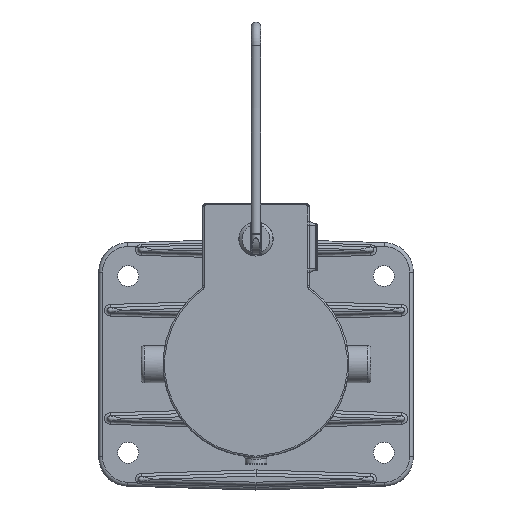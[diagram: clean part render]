
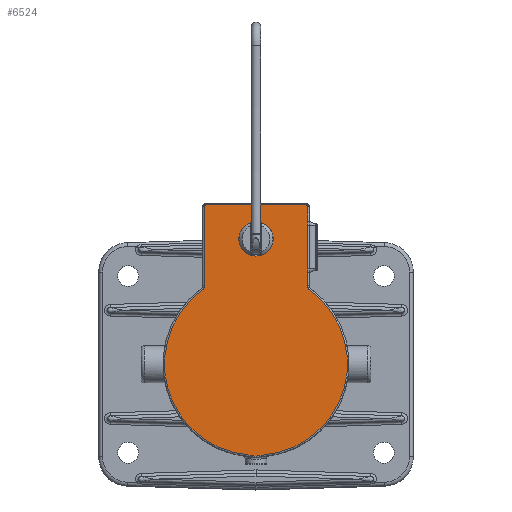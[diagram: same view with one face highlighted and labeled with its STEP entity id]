
A CAD part, top view. The second image highlights one B-rep face of the part: STEP entity #6524.
In plain terms, the highlighted planar face has unit normal (0, 0, 1).
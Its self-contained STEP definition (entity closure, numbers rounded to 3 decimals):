
#364=B_SPLINE_CURVE_WITH_KNOTS('',3,(#17523,#17524,#17525,#17526),
 .UNSPECIFIED.,.F.,.F.,(4,4),(-0.255,0.),
 .UNSPECIFIED.);
#365=B_SPLINE_CURVE_WITH_KNOTS('',3,(#17530,#17531,#17532,#17533),
 .UNSPECIFIED.,.F.,.F.,(4,4),(-0.255,0.),
 .UNSPECIFIED.);
#366=B_SPLINE_CURVE_WITH_KNOTS('',3,(#17549,#17550,#17551,#17552,#17553,
#17554,#17555,#17556,#17557,#17558,#17559,#17560,#17561,#17562,#17563,#17564,
#17565,#17566,#17567,#17568,#17569),.UNSPECIFIED.,.F.,.F.,(4,1,1,1,1,1,
1,1,1,1,1,1,1,1,1,1,1,1,4),(-0.937,-0.932,-0.928,
-0.92,-0.903,-0.886,-0.87,
-0.836,-0.803,-0.669,-0.535,
-0.435,-0.268,-0.201,-0.067,
-0.033,-0.017,-0.008,0.),
 .UNSPECIFIED.);
#747=FACE_OUTER_BOUND('',#1227,.T.);
#1227=EDGE_LOOP('',(#4717,#4718,#4719,#4720,#4721,#4722,#4723,#4724,#4725,
#4726,#4727,#4728,#4729,#4730));
#1782=CIRCLE('',#7146,1.);
#1783=CIRCLE('',#7147,1.);
#1784=CIRCLE('',#7148,3.);
#1785=CIRCLE('',#7149,59.);
#1786=CIRCLE('',#7150,59.);
#1787=CIRCLE('',#7151,3.);
#2224=LINE('',#17521,#2558);
#2225=LINE('',#17528,#2559);
#2226=LINE('',#17535,#2560);
#2227=LINE('',#17539,#2561);
#2228=LINE('',#17543,#2562);
#2558=VECTOR('',#8271,10.);
#2559=VECTOR('',#8272,10.);
#2560=VECTOR('',#8273,10.);
#2561=VECTOR('',#8276,10.);
#2562=VECTOR('',#8279,10.);
#3008=VERTEX_POINT('',#17519);
#3009=VERTEX_POINT('',#17520);
#3010=VERTEX_POINT('',#17522);
#3011=VERTEX_POINT('',#17527);
#3012=VERTEX_POINT('',#17529);
#3013=VERTEX_POINT('',#17534);
#3014=VERTEX_POINT('',#17536);
#3015=VERTEX_POINT('',#17538);
#3016=VERTEX_POINT('',#17540);
#3017=VERTEX_POINT('',#17542);
#3018=VERTEX_POINT('',#17544);
#3019=VERTEX_POINT('',#17546);
#3020=VERTEX_POINT('',#17548);
#3021=VERTEX_POINT('',#17570);
#3637=EDGE_CURVE('',#3008,#3009,#2224,.T.);
#3638=EDGE_CURVE('',#3010,#3008,#364,.T.);
#3639=EDGE_CURVE('',#3011,#3010,#2225,.T.);
#3640=EDGE_CURVE('',#3012,#3011,#365,.T.);
#3641=EDGE_CURVE('',#3013,#3012,#2226,.T.);
#3642=EDGE_CURVE('',#3014,#3013,#1782,.T.);
#3643=EDGE_CURVE('',#3015,#3014,#2227,.T.);
#3644=EDGE_CURVE('',#3016,#3015,#1783,.T.);
#3645=EDGE_CURVE('',#3017,#3016,#2228,.T.);
#3646=EDGE_CURVE('',#3018,#3017,#1784,.T.);
#3647=EDGE_CURVE('',#3019,#3018,#1785,.T.);
#3648=EDGE_CURVE('',#3020,#3019,#366,.T.);
#3649=EDGE_CURVE('',#3021,#3020,#1786,.T.);
#3650=EDGE_CURVE('',#3009,#3021,#1787,.T.);
#4717=ORIENTED_EDGE('',*,*,#3637,.F.);
#4718=ORIENTED_EDGE('',*,*,#3638,.F.);
#4719=ORIENTED_EDGE('',*,*,#3639,.F.);
#4720=ORIENTED_EDGE('',*,*,#3640,.F.);
#4721=ORIENTED_EDGE('',*,*,#3641,.F.);
#4722=ORIENTED_EDGE('',*,*,#3642,.F.);
#4723=ORIENTED_EDGE('',*,*,#3643,.F.);
#4724=ORIENTED_EDGE('',*,*,#3644,.F.);
#4725=ORIENTED_EDGE('',*,*,#3645,.F.);
#4726=ORIENTED_EDGE('',*,*,#3646,.F.);
#4727=ORIENTED_EDGE('',*,*,#3647,.F.);
#4728=ORIENTED_EDGE('',*,*,#3648,.F.);
#4729=ORIENTED_EDGE('',*,*,#3649,.F.);
#4730=ORIENTED_EDGE('',*,*,#3650,.F.);
#6397=PLANE('',#7145);
#6524=ADVANCED_FACE('',(#747),#6397,.T.);
#7145=AXIS2_PLACEMENT_3D('',#17518,#8269,#8270);
#7146=AXIS2_PLACEMENT_3D('',#17537,#8274,#8275);
#7147=AXIS2_PLACEMENT_3D('',#17541,#8277,#8278);
#7148=AXIS2_PLACEMENT_3D('',#17545,#8280,#8281);
#7149=AXIS2_PLACEMENT_3D('',#17547,#8282,#8283);
#7150=AXIS2_PLACEMENT_3D('',#17571,#8284,#8285);
#7151=AXIS2_PLACEMENT_3D('',#17572,#8286,#8287);
#8269=DIRECTION('center_axis',(0.,0.,
1.));
#8270=DIRECTION('ref_axis',(1.,0.,0.));
#8271=DIRECTION('',(0.,-1.,0.));
#8272=DIRECTION('',(0.,-1.,0.));
#8273=DIRECTION('',(0.,-1.,0.));
#8274=DIRECTION('center_axis',(0.,0.,
-1.));
#8275=DIRECTION('ref_axis',(0.707,0.707,0.));
#8276=DIRECTION('',(1.,0.,0.));
#8277=DIRECTION('center_axis',(0.,0.,
-1.));
#8278=DIRECTION('ref_axis',(-0.707,0.707,0.));
#8279=DIRECTION('',(0.,1.,0.));
#8280=DIRECTION('center_axis',(0.,0.,
1.));
#8281=DIRECTION('ref_axis',(0.89,-0.456,0.));
#8282=DIRECTION('center_axis',(0.,0.,
-1.));
#8283=DIRECTION('ref_axis',(-0.959,-0.285,0.));
#8284=DIRECTION('center_axis',(0.,0.,
-1.));
#8285=DIRECTION('ref_axis',(0.959,-0.285,0.));
#8286=DIRECTION('center_axis',(0.,0.,
1.));
#8287=DIRECTION('ref_axis',(-0.89,-0.456,0.));
#17518=CARTESIAN_POINT('Origin',(-58.307,-10.388,153.493));
#17519=CARTESIAN_POINT('',(32.943,48.396,153.493));
#17520=CARTESIAN_POINT('',(32.943,39.91,153.493));
#17521=CARTESIAN_POINT('',(32.943,27.198,153.493));
#17522=CARTESIAN_POINT('',(32.992,50.948,153.493));
#17523=CARTESIAN_POINT('Ctrl Pts',(32.992,50.948,153.493));
#17524=CARTESIAN_POINT('Ctrl Pts',(32.992,50.097,153.493));
#17525=CARTESIAN_POINT('Ctrl Pts',(32.943,49.247,153.493));
#17526=CARTESIAN_POINT('Ctrl Pts',(32.943,48.396,153.493));
#17527=CARTESIAN_POINT('',(32.992,78.948,153.493));
#17528=CARTESIAN_POINT('',(32.992,72.366,153.493));
#17529=CARTESIAN_POINT('',(32.943,81.499,153.493));
#17530=CARTESIAN_POINT('Ctrl Pts',(32.943,81.499,153.493));
#17531=CARTESIAN_POINT('Ctrl Pts',(32.943,80.648,153.493));
#17532=CARTESIAN_POINT('Ctrl Pts',(32.992,79.798,153.493));
#17533=CARTESIAN_POINT('Ctrl Pts',(32.992,78.948,153.493));
#17534=CARTESIAN_POINT('',(32.943,91.112,153.493));
#17535=CARTESIAN_POINT('',(32.943,27.198,153.493));
#17536=CARTESIAN_POINT('',(31.943,92.112,153.493));
#17537=CARTESIAN_POINT('Origin',(31.943,91.112,153.493));
#17538=CARTESIAN_POINT('',(-32.557,92.112,153.493));
#17539=CARTESIAN_POINT('',(-29.307,92.112,153.493));
#17540=CARTESIAN_POINT('',(-33.557,91.112,153.493));
#17541=CARTESIAN_POINT('Origin',(-32.557,91.112,153.493));
#17542=CARTESIAN_POINT('',(-33.557,39.91,153.493));
#17543=CARTESIAN_POINT('',(-33.557,27.198,153.493));
#17544=CARTESIAN_POINT('',(-34.803,37.477,153.493));
#17545=CARTESIAN_POINT('Origin',(-36.557,39.91,153.493));
#17546=CARTESIAN_POINT('',(-4.933,-69.206,153.493));
#17547=CARTESIAN_POINT('Origin',(-0.307,-10.388,153.493));
#17548=CARTESIAN_POINT('',(4.319,-69.206,153.493));
#17549=CARTESIAN_POINT('Ctrl Pts',(4.319,-69.206,153.493));
#17550=CARTESIAN_POINT('Ctrl Pts',(4.305,-69.207,153.493));
#17551=CARTESIAN_POINT('Ctrl Pts',(4.277,-69.21,153.493));
#17552=CARTESIAN_POINT('Ctrl Pts',(4.222,-69.215,153.493));
#17553=CARTESIAN_POINT('Ctrl Pts',(4.124,-69.224,153.493));
#17554=CARTESIAN_POINT('Ctrl Pts',(3.986,-69.238,153.493));
#17555=CARTESIAN_POINT('Ctrl Pts',(3.82,-69.259,153.493));
#17556=CARTESIAN_POINT('Ctrl Pts',(3.599,-69.29,153.493));
#17557=CARTESIAN_POINT('Ctrl Pts',(3.324,-69.335,153.493));
#17558=CARTESIAN_POINT('Ctrl Pts',(2.666,-69.455,153.493));
#17559=CARTESIAN_POINT('Ctrl Pts',(1.686,-69.673,153.493));
#17560=CARTESIAN_POINT('Ctrl Pts',(0.476,-69.877,
153.493));
#17561=CARTESIAN_POINT('Ctrl Pts',(-0.867,-69.909,
153.493));
#17562=CARTESIAN_POINT('Ctrl Pts',(-1.972,-69.734,
153.493));
#17563=CARTESIAN_POINT('Ctrl Pts',(-3.171,-69.481,
153.493));
#17564=CARTESIAN_POINT('Ctrl Pts',(-3.936,-69.326,
153.493));
#17565=CARTESIAN_POINT('Ctrl Pts',(-4.544,-69.244,
153.493));
#17566=CARTESIAN_POINT('Ctrl Pts',(-4.738,-69.224,
153.493));
#17567=CARTESIAN_POINT('Ctrl Pts',(-4.849,-69.213,
153.493));
#17568=CARTESIAN_POINT('Ctrl Pts',(-4.905,-69.209,153.493));
#17569=CARTESIAN_POINT('Ctrl Pts',(-4.933,-69.206,
153.493));
#17570=CARTESIAN_POINT('',(34.189,37.477,153.493));
#17571=CARTESIAN_POINT('Origin',(-0.307,-10.388,153.493));
#17572=CARTESIAN_POINT('Origin',(35.943,39.91,153.493));
